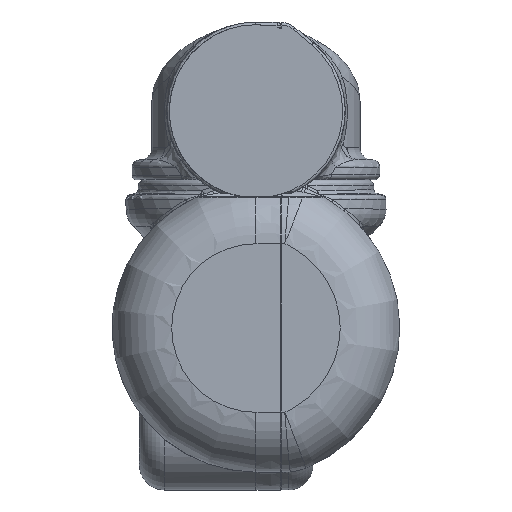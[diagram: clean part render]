
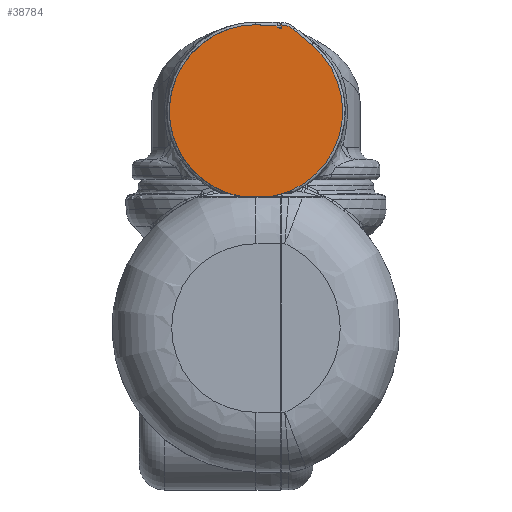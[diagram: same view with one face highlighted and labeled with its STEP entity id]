
A CAD part, top view. The second image highlights one B-rep face of the part: STEP entity #38784.
In plain terms, the highlighted planar face has unit normal (0, 0, 1).
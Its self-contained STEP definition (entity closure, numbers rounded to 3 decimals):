
#6543=CARTESIAN_POINT('Axis2P3D Location',(0.,49.462,70.)) ;
#6579=CARTESIAN_POINT('Vertex',(5.382,53.,70.)) ;
#6582=CARTESIAN_POINT('Line Origine',(0.,53.,70.)) ;
#6586=CARTESIAN_POINT('Vertex',(-5.382,53.,70.)) ;
#29991=CARTESIAN_POINT('Vertex',(22.498,114.312,70.)) ;
#29994=CARTESIAN_POINT('Axis2P3D Location',(0.,87.5,70.)) ;
#29998=CARTESIAN_POINT('Vertex',(14.375,55.588,70.)) ;
#32311=CARTESIAN_POINT('Vertex',(13.964,55.497,70.)) ;
#32314=CARTESIAN_POINT('Axis2P3D Location',(13.964,56.5,70.)) ;
#32318=CARTESIAN_POINT('Vertex',(13.972,55.5,70.)) ;
#32322=CARTESIAN_POINT('Control Point',(13.964,55.497,70.)) ;
#32323=CARTESIAN_POINT('Control Point',(13.967,55.498,70.)) ;
#32324=CARTESIAN_POINT('Control Point',(13.97,55.499,70.)) ;
#32325=CARTESIAN_POINT('Control Point',(13.972,55.5,70.)) ;
#33040=CARTESIAN_POINT('Vertex',(15.08,120.535,70.)) ;
#33043=CARTESIAN_POINT('Line Origine',(19.298,116.996,70.)) ;
#34987=CARTESIAN_POINT('Vertex',(10.25,120.879,70.)) ;
#34990=CARTESIAN_POINT('Line Origine',(10.25,121.586,70.)) ;
#34994=CARTESIAN_POINT('Vertex',(10.25,122.293,70.)) ;
#35034=CARTESIAN_POINT('Axis2P3D Location',(10.25,114.779,70.)) ;
#38202=CARTESIAN_POINT('Line Origine',(-13.75,122.,70.)) ;
#38206=CARTESIAN_POINT('Vertex',(8.5,122.,70.)) ;
#38208=CARTESIAN_POINT('Vertex',(5.382,122.,70.)) ;
#38530=CARTESIAN_POINT('Line Origine',(8.5,119.5,70.)) ;
#38534=CARTESIAN_POINT('Vertex',(8.5,121.367,70.)) ;
#38642=CARTESIAN_POINT('Axis2P3D Location',(0.,87.5,70.)) ;
#38646=CARTESIAN_POINT('Vertex',(-16.74,118.143,70.)) ;
#38677=CARTESIAN_POINT('Axis2P3D Location',(0.,87.5,70.)) ;
#38694=CARTESIAN_POINT('Axis2P3D Location',(0.,87.5,70.)) ;
#38732=CARTESIAN_POINT('Axis2P3D Location',(0.,87.5,70.)) ;
#6584=VECTOR('Line Direction',#6583,1.) ;
#33045=VECTOR('Line Direction',#33044,1.) ;
#34992=VECTOR('Line Direction',#34991,1.) ;
#38204=VECTOR('Line Direction',#38203,1.) ;
#38532=VECTOR('Line Direction',#38531,1.) ;
#6544=DIRECTION('Axis2P3D Direction',(0.,0.,-1.)) ;
#6545=DIRECTION('Axis2P3D XDirection',(0.,1.,0.)) ;
#6583=DIRECTION('Vector Direction',(-1.,0.,0.)) ;
#29995=DIRECTION('Axis2P3D Direction',(0.,0.,-1.)) ;
#32315=DIRECTION('Axis2P3D Direction',(-0.,0.,-1.)) ;
#33044=DIRECTION('Vector Direction',(0.766,-0.643,0.)) ;
#34991=DIRECTION('Vector Direction',(0.,1.,0.)) ;
#35035=DIRECTION('Axis2P3D Direction',(0.,-0.,-1.)) ;
#38203=DIRECTION('Vector Direction',(1.,0.,0.)) ;
#38531=DIRECTION('Vector Direction',(0.,-1.,0.)) ;
#38643=DIRECTION('Axis2P3D Direction',(0.,0.,1.)) ;
#38678=DIRECTION('Axis2P3D Direction',(0.,0.,1.)) ;
#38695=DIRECTION('Axis2P3D Direction',(0.,0.,1.)) ;
#38733=DIRECTION('Axis2P3D Direction',(0.,0.,1.)) ;
#6546=AXIS2_PLACEMENT_3D('Plane Axis2P3D',#6543,#6544,#6545) ;
#29996=AXIS2_PLACEMENT_3D('Circle Axis2P3D',#29994,#29995,$) ;
#32316=AXIS2_PLACEMENT_3D('Circle Axis2P3D',#32314,#32315,$) ;
#35036=AXIS2_PLACEMENT_3D('Circle Axis2P3D',#35034,#35035,$) ;
#38644=AXIS2_PLACEMENT_3D('Circle Axis2P3D',#38642,#38643,$) ;
#38679=AXIS2_PLACEMENT_3D('Circle Axis2P3D',#38677,#38678,$) ;
#38696=AXIS2_PLACEMENT_3D('Circle Axis2P3D',#38694,#38695,$) ;
#38734=AXIS2_PLACEMENT_3D('Circle Axis2P3D',#38732,#38733,$) ;
#6585=LINE('Line',#6582,#6584) ;
#33046=LINE('Line',#33043,#33045) ;
#34993=LINE('Line',#34990,#34992) ;
#38205=LINE('Line',#38202,#38204) ;
#38533=LINE('Line',#38530,#38532) ;
#29997=CIRCLE('generated circle',#29996,35.) ;
#32317=CIRCLE('generated circle',#32316,1.) ;
#35037=CIRCLE('generated circle',#35036,7.515) ;
#38645=CIRCLE('generated circle',#38644,34.917) ;
#38680=CIRCLE('generated circle',#38679,34.917) ;
#38697=CIRCLE('generated circle',#38696,34.917) ;
#38735=CIRCLE('generated circle',#38734,34.917) ;
#6547=PLANE('',#6546) ;
#6588=EDGE_CURVE('',#6580,#6587,#6585,.T.) ;
#30000=EDGE_CURVE('',#29992,#29999,#29997,.T.) ;
#32320=EDGE_CURVE('',#29999,#32319,#32317,.T.) ;
#32326=EDGE_CURVE('',#32312,#32319,#32321,.T.) ;
#33047=EDGE_CURVE('',#33041,#29992,#33046,.T.) ;
#34996=EDGE_CURVE('',#34995,#34988,#34993,.F.) ;
#35038=EDGE_CURVE('',#34995,#33041,#35037,.T.) ;
#38210=EDGE_CURVE('',#38207,#38209,#38205,.F.) ;
#38536=EDGE_CURVE('',#38535,#38207,#38533,.F.) ;
#38648=EDGE_CURVE('',#38647,#6587,#38645,.T.) ;
#38681=EDGE_CURVE('',#38209,#38647,#38680,.T.) ;
#38698=EDGE_CURVE('',#6580,#32312,#38697,.T.) ;
#38736=EDGE_CURVE('',#34988,#38535,#38735,.T.) ;
#38770=ORIENTED_EDGE('',*,*,#38536,.T.) ;
#38771=ORIENTED_EDGE('',*,*,#38210,.T.) ;
#38772=ORIENTED_EDGE('',*,*,#38681,.T.) ;
#38773=ORIENTED_EDGE('',*,*,#38648,.T.) ;
#38774=ORIENTED_EDGE('',*,*,#6588,.F.) ;
#38775=ORIENTED_EDGE('',*,*,#38698,.T.) ;
#38776=ORIENTED_EDGE('',*,*,#32326,.T.) ;
#38777=ORIENTED_EDGE('',*,*,#32320,.F.) ;
#38778=ORIENTED_EDGE('',*,*,#30000,.F.) ;
#38779=ORIENTED_EDGE('',*,*,#33047,.F.) ;
#38780=ORIENTED_EDGE('',*,*,#35038,.F.) ;
#38781=ORIENTED_EDGE('',*,*,#34996,.T.) ;
#38782=ORIENTED_EDGE('',*,*,#38736,.T.) ;
#38769=EDGE_LOOP('',(#38770,#38771,#38772,#38773,#38774,#38775,#38776,#38777,#38778,#38779,#38780,#38781,#38782)) ;
#6580=VERTEX_POINT('',#6579) ;
#6587=VERTEX_POINT('',#6586) ;
#29992=VERTEX_POINT('',#29991) ;
#29999=VERTEX_POINT('',#29998) ;
#32312=VERTEX_POINT('',#32311) ;
#32319=VERTEX_POINT('',#32318) ;
#33041=VERTEX_POINT('',#33040) ;
#34988=VERTEX_POINT('',#34987) ;
#34995=VERTEX_POINT('',#34994) ;
#38207=VERTEX_POINT('',#38206) ;
#38209=VERTEX_POINT('',#38208) ;
#38535=VERTEX_POINT('',#38534) ;
#38647=VERTEX_POINT('',#38646) ;
#38784=ADVANCED_FACE('PartBody',(#38783),#6547,.F.) ;
#32321=B_SPLINE_CURVE_WITH_KNOTS('',3,(#32322,#32323,#32324,#32325),.UNSPECIFIED.,.F.,.U.,(4,4),(0.,0.012),.UNSPECIFIED.) ;
#38783=FACE_OUTER_BOUND('',#38769,.T.) ;
